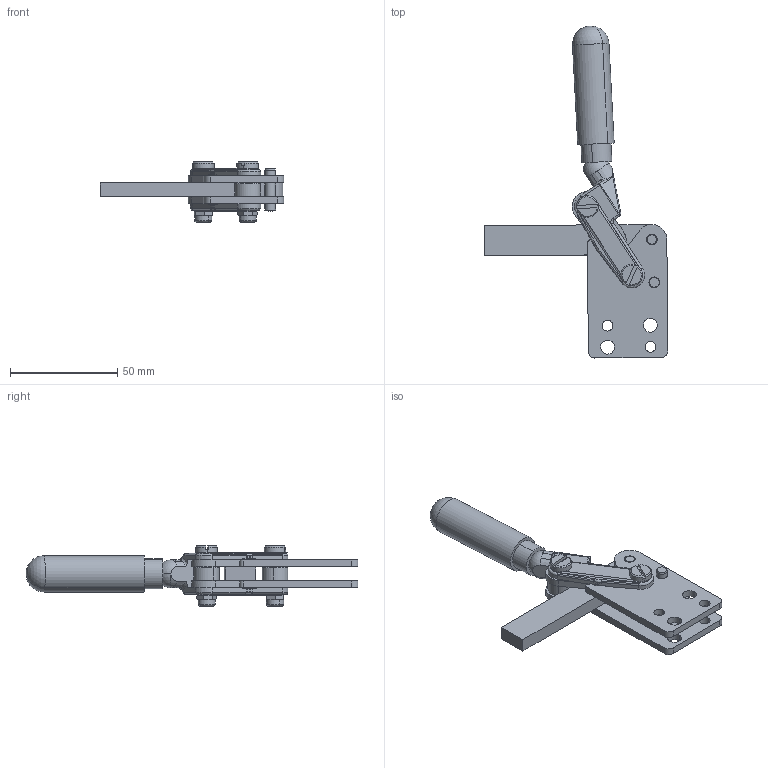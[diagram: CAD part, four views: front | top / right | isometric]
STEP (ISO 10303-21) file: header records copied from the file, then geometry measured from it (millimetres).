
FILE_DESCRIPTION((''),'2;1');
FILE_NAME('621.1.stp','2005-09-01T12:15:17',('CAD'),(''),'Autodesk Inventor 8','Autodesk Inventor 8','');
FILE_SCHEMA(('AUTOMOTIVE_DESIGN { 1 0 10303 214 1 1 1 1 }'));
Length unit declared in the file: millimetre
Products named in the file (1): Part1
Bounding box: 85.44 x 154.64 x 28 mm (x, y, z)
Volume: 42031.8 mm3; surface area: 22476.3 mm2
Topology: 1 solids, 106 shells, 848 faces, 1811 edges, 1156 vertices
Faces by surface type: plane 499, bspline 128, cylinder 118, cone 77, sphere 22, torus 4
Entity records: 26568 total; most frequent: CARTESIAN_POINT 8520, DIRECTION 3793, ORIENTED_EDGE 3580, EDGE_CURVE 1790, AXIS2_PLACEMENT_3D 1366, VERTEX_POINT 1151, VECTOR 1061, LINE 1061
